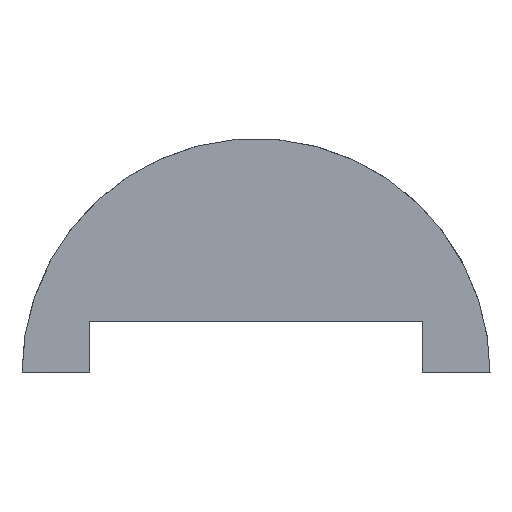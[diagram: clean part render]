
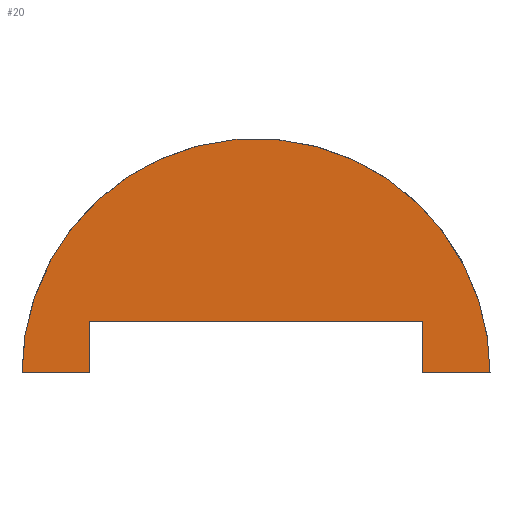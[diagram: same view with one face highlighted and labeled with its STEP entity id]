
A CAD part, left-side view. The second image highlights one B-rep face of the part: STEP entity #20.
In plain terms, the highlighted planar face has unit normal (-1, 0, 0).
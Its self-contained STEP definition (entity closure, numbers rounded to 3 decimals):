
#20=ADVANCED_FACE('',(#28),#127,.T.);
#28=FACE_OUTER_BOUND('',#36,.T.);
#36=EDGE_LOOP('',(#62,#63,#64,#65,#66,#67));
#62=ORIENTED_EDGE('',*,*,#76,.F.);
#63=ORIENTED_EDGE('',*,*,#80,.T.);
#64=ORIENTED_EDGE('',*,*,#83,.T.);
#65=ORIENTED_EDGE('',*,*,#86,.T.);
#66=ORIENTED_EDGE('',*,*,#89,.T.);
#67=ORIENTED_EDGE('',*,*,#91,.T.);
#76=EDGE_CURVE('',#112,#113,#109,.T.);
#80=EDGE_CURVE('',#112,#115,#96,.T.);
#83=EDGE_CURVE('',#115,#117,#99,.T.);
#86=EDGE_CURVE('',#117,#119,#102,.T.);
#89=EDGE_CURVE('',#119,#121,#105,.T.);
#91=EDGE_CURVE('',#121,#113,#107,.T.);
#96=B_SPLINE_CURVE_WITH_KNOTS('',1,(#278,#279),.UNSPECIFIED.,.F.,.F.,(2,
2),(-1.45,0.),.UNSPECIFIED.);
#99=B_SPLINE_CURVE_WITH_KNOTS('',1,(#284,#285),.UNSPECIFIED.,.F.,.F.,(2,
2),(-1.1,0.),.UNSPECIFIED.);
#102=B_SPLINE_CURVE_WITH_KNOTS('',1,(#290,#291),.UNSPECIFIED.,.F.,.F.,(2,
2),(-7.1,0.),.UNSPECIFIED.);
#105=B_SPLINE_CURVE_WITH_KNOTS('',1,(#296,#297),.UNSPECIFIED.,.F.,.F.,(2,
2),(-1.1,0.),.UNSPECIFIED.);
#107=B_SPLINE_CURVE_WITH_KNOTS('',1,(#300,#301),.UNSPECIFIED.,.F.,.F.,(2,
2),(-1.45,0.),.UNSPECIFIED.);
#109=(
BOUNDED_CURVE()
B_SPLINE_CURVE(2,(#267,#268,#269,#270,#271),.UNSPECIFIED.,.F.,.F.)
B_SPLINE_CURVE_WITH_KNOTS((3,2,3),(0.,7.854,15.708),
 .UNSPECIFIED.)
CURVE()
GEOMETRIC_REPRESENTATION_ITEM()
RATIONAL_B_SPLINE_CURVE((1.,0.707,1.,0.707,1.))
REPRESENTATION_ITEM('')
);
#112=VERTEX_POINT('',#250);
#113=VERTEX_POINT('',#251);
#115=VERTEX_POINT('',#253);
#117=VERTEX_POINT('',#255);
#119=VERTEX_POINT('',#257);
#121=VERTEX_POINT('',#259);
#127=PLANE('',#224);
#224=AXIS2_PLACEMENT_3D('',#246,#235,$);
#235=DIRECTION('',(-1.,0.,0.));
#246=CARTESIAN_POINT('',(-500.,6.,-0.5));
#250=CARTESIAN_POINT('',(-500.,5.,0.));
#251=CARTESIAN_POINT('',(-500.,-5.,0.));
#253=CARTESIAN_POINT('',(-500.,3.55,0.));
#255=CARTESIAN_POINT('',(-500.,3.55,1.1));
#257=CARTESIAN_POINT('',(-500.,-3.55,1.1));
#259=CARTESIAN_POINT('',(-500.,-3.55,0.));
#267=CARTESIAN_POINT('',(-500.,5.,0.));
#268=CARTESIAN_POINT('',(-500.,5.,5.));
#269=CARTESIAN_POINT('',(-500.,0.,5.));
#270=CARTESIAN_POINT('',(-500.,-5.,5.));
#271=CARTESIAN_POINT('',(-500.,-5.,0.));
#278=CARTESIAN_POINT('',(-500.,5.,0.));
#279=CARTESIAN_POINT('',(-500.,3.55,0.));
#284=CARTESIAN_POINT('',(-500.,3.55,0.));
#285=CARTESIAN_POINT('',(-500.,3.55,1.1));
#290=CARTESIAN_POINT('',(-500.,3.55,1.1));
#291=CARTESIAN_POINT('',(-500.,-3.55,1.1));
#296=CARTESIAN_POINT('',(-500.,-3.55,1.1));
#297=CARTESIAN_POINT('',(-500.,-3.55,0.));
#300=CARTESIAN_POINT('',(-500.,-3.55,0.));
#301=CARTESIAN_POINT('',(-500.,-5.,0.));
